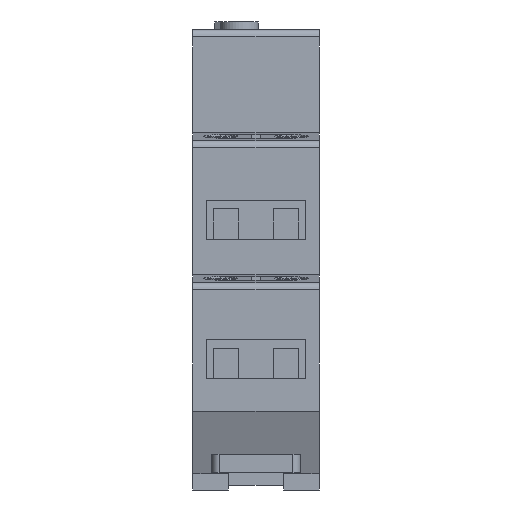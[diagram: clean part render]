
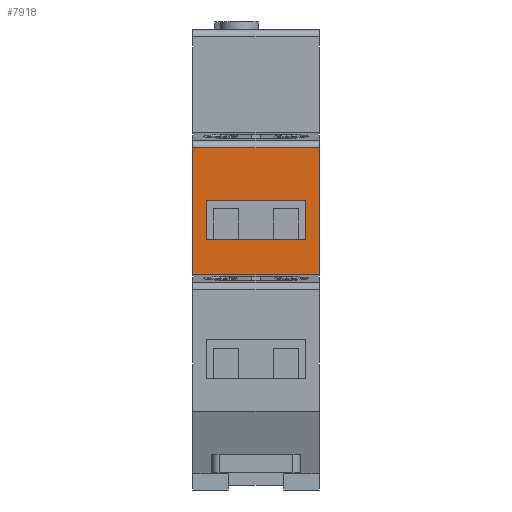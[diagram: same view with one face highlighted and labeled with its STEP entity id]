
A CAD part, front view. The second image highlights one B-rep face of the part: STEP entity #7918.
In plain terms, the highlighted planar face has unit normal (0, -1, 0).
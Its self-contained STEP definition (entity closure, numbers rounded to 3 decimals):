
#8 = LINE ( 'NONE', #16503, #13991 ) ;
#381 = AXIS2_PLACEMENT_3D ( 'NONE', #3602, #16897, #15622 ) ;
#934 = EDGE_CURVE ( 'NONE', #2852, #15900, #5441, .T. ) ;
#1942 = EDGE_LOOP ( 'NONE', ( #16521, #3136, #8754, #9164 ) ) ;
#2067 = ORIENTED_EDGE ( 'NONE', *, *, #10126, .T. ) ;
#2319 = LINE ( 'NONE', #2630, #12685 ) ;
#2630 = CARTESIAN_POINT ( 'NONE',  ( 1.9, 7.775, 35.3 ) ) ;
#2783 = CARTESIAN_POINT ( 'NONE',  ( 1.9, 7.775, 40.8 ) ) ;
#2852 = VERTEX_POINT ( 'NONE', #3483 ) ;
#3136 = ORIENTED_EDGE ( 'NONE', *, *, #10002, .T. ) ;
#3483 = CARTESIAN_POINT ( 'NONE',  ( 1.9, 7.775, 35.3 ) ) ;
#3602 = CARTESIAN_POINT ( 'NONE',  ( 17.8, 7.775, 30.3 ) ) ;
#3724 = CARTESIAN_POINT ( 'NONE',  ( 1.9, 7.775, 40.8 ) ) ;
#3922 = EDGE_CURVE ( 'NONE', #13330, #8507, #5546, .T. ) ;
#4442 = VECTOR ( 'NONE', #10950, 1000. ) ;
#4812 = CARTESIAN_POINT ( 'NONE',  ( 17.8, 7.775, 30.3 ) ) ;
#5441 = LINE ( 'NONE', #16323, #17449 ) ;
#5546 = LINE ( 'NONE', #4812, #7868 ) ;
#5660 = DIRECTION ( 'NONE',  ( 0., 0., -1. ) ) ;
#6140 = CARTESIAN_POINT ( 'NONE',  ( 17.8, 7.775, 30.3 ) ) ;
#6381 = LINE ( 'NONE', #6956, #7857 ) ;
#6442 = VERTEX_POINT ( 'NONE', #8786 ) ;
#6624 = CARTESIAN_POINT ( 'NONE',  ( 0., 7.775, 30.3 ) ) ;
#6956 = CARTESIAN_POINT ( 'NONE',  ( 15.9, 7.775, 35.3 ) ) ;
#7592 = EDGE_CURVE ( 'NONE', #15338, #8507, #13847, .T. ) ;
#7857 = VECTOR ( 'NONE', #5660, 1000. ) ;
#7868 = VECTOR ( 'NONE', #14267, 1000. ) ;
#7918 = ADVANCED_FACE ( 'NONE', ( #15950, #13622 ), #15566, .F. ) ;
#8507 = VERTEX_POINT ( 'NONE', #15896 ) ;
#8653 = EDGE_CURVE ( 'NONE', #16655, #13330, #10010, .T. ) ;
#8666 = ORIENTED_EDGE ( 'NONE', *, *, #3922, .F. ) ;
#8754 = ORIENTED_EDGE ( 'NONE', *, *, #10108, .T. ) ;
#8786 = CARTESIAN_POINT ( 'NONE',  ( 15.9, 7.775, 40.8 ) ) ;
#8959 = VECTOR ( 'NONE', #9511, 1000. ) ;
#9164 = ORIENTED_EDGE ( 'NONE', *, *, #9555, .T. ) ;
#9457 = VERTEX_POINT ( 'NONE', #16004 ) ;
#9511 = DIRECTION ( 'NONE',  ( 0., 0., -1. ) ) ;
#9555 = EDGE_CURVE ( 'NONE', #9457, #2852, #2319, .T. ) ;
#10002 = EDGE_CURVE ( 'NONE', #15900, #6442, #12876, .T. ) ;
#10010 = LINE ( 'NONE', #16462, #8959 ) ;
#10108 = EDGE_CURVE ( 'NONE', #6442, #9457, #6381, .T. ) ;
#10126 = EDGE_CURVE ( 'NONE', #16655, #15338, #8, .T. ) ;
#10266 = VECTOR ( 'NONE', #16386, 1000. ) ;
#10507 = CARTESIAN_POINT ( 'NONE',  ( 0., 7.775, 48.2 ) ) ;
#10950 = DIRECTION ( 'NONE',  ( 1., 0., 0. ) ) ;
#11961 = EDGE_LOOP ( 'NONE', ( #15693, #8666, #14569, #2067 ) ) ;
#12685 = VECTOR ( 'NONE', #13512, 1000. ) ;
#12876 = LINE ( 'NONE', #2783, #4442 ) ;
#13330 = VERTEX_POINT ( 'NONE', #6140 ) ;
#13512 = DIRECTION ( 'NONE',  ( -1., 0., 0. ) ) ;
#13622 = FACE_BOUND ( 'NONE', #1942, .T. ) ;
#13847 = LINE ( 'NONE', #6624, #10266 ) ;
#13991 = VECTOR ( 'NONE', #14033, 1000. ) ;
#14033 = DIRECTION ( 'NONE',  ( -1., 0., 0. ) ) ;
#14267 = DIRECTION ( 'NONE',  ( -1., 0., 0. ) ) ;
#14569 = ORIENTED_EDGE ( 'NONE', *, *, #8653, .F. ) ;
#15338 = VERTEX_POINT ( 'NONE', #10507 ) ;
#15517 = CARTESIAN_POINT ( 'NONE',  ( 17.8, 7.775, 48.2 ) ) ;
#15566 = PLANE ( 'NONE',  #381 ) ;
#15622 = DIRECTION ( 'NONE',  ( 0., 0., 1. ) ) ;
#15693 = ORIENTED_EDGE ( 'NONE', *, *, #7592, .T. ) ;
#15896 = CARTESIAN_POINT ( 'NONE',  ( 0., 7.775, 30.3 ) ) ;
#15900 = VERTEX_POINT ( 'NONE', #3724 ) ;
#15950 = FACE_OUTER_BOUND ( 'NONE', #11961, .T. ) ;
#16004 = CARTESIAN_POINT ( 'NONE',  ( 15.9, 7.775, 35.3 ) ) ;
#16258 = DIRECTION ( 'NONE',  ( 0., 0., 1. ) ) ;
#16323 = CARTESIAN_POINT ( 'NONE',  ( 1.9, 7.775, 35.3 ) ) ;
#16386 = DIRECTION ( 'NONE',  ( 0., 0., -1. ) ) ;
#16462 = CARTESIAN_POINT ( 'NONE',  ( 17.8, 7.775, 30.3 ) ) ;
#16503 = CARTESIAN_POINT ( 'NONE',  ( 17.8, 7.775, 48.2 ) ) ;
#16521 = ORIENTED_EDGE ( 'NONE', *, *, #934, .T. ) ;
#16655 = VERTEX_POINT ( 'NONE', #15517 ) ;
#16897 = DIRECTION ( 'NONE',  ( 0., 1., 0. ) ) ;
#17449 = VECTOR ( 'NONE', #16258, 1000. ) ;
